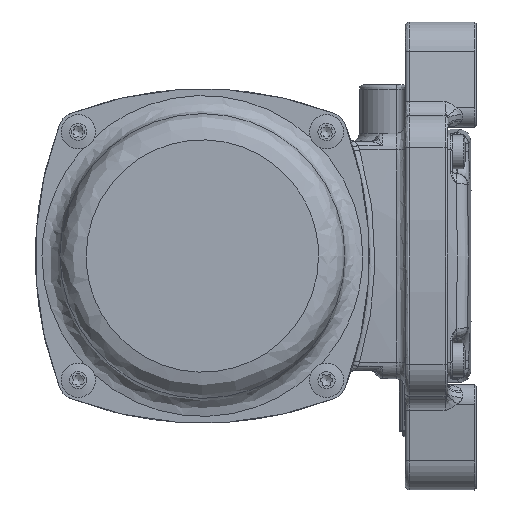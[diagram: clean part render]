
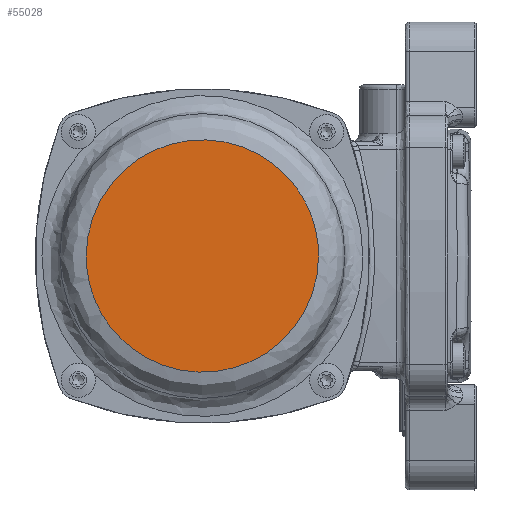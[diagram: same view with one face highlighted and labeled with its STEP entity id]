
A CAD part, left-side view. The second image highlights one B-rep face of the part: STEP entity #55028.
In plain terms, the highlighted planar face has unit normal (-1, 0, 0).
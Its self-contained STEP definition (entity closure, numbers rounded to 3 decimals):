
#4001 = ORIENTED_EDGE ( 'NONE', *, *, #31091, .F. ) ;
#4694 = CARTESIAN_POINT ( 'NONE',  ( -104.5, -40.7, -81.4 ) ) ;
#7056 = CARTESIAN_POINT ( 'NONE',  ( -104.5, 40.7, -81.4 ) ) ;
#15136 = CARTESIAN_POINT ( 'NONE',  ( -104.5, -40.7, 0. ) ) ;
#15209 = AXIS2_PLACEMENT_3D ( 'NONE', #134153, #59511, #78678 ) ;
#20732 = CARTESIAN_POINT ( 'NONE',  ( -104.5, 40.7, 0. ) ) ;
#31091 = EDGE_CURVE ( 'NONE', #83753, #36876, #116421, .T. ) ;
#36812 = CARTESIAN_POINT ( 'NONE',  ( -104.5, 40.7, 81.4 ) ) ;
#36876 = VERTEX_POINT ( 'NONE', #71227 ) ;
#40256 = FACE_OUTER_BOUND ( 'NONE', #56871, .T. ) ;
#52864 = CARTESIAN_POINT ( 'NONE',  ( -104.5, -40.7, 0. ) ) ;
#54677 = PLANE ( 'NONE',  #15209 ) ;
#55028 = ADVANCED_FACE ( 'NONE', ( #40256 ), #54677, .F. ) ;
#56871 = EDGE_LOOP ( 'NONE', ( #87354, #4001 ) ) ;
#59511 = DIRECTION ( 'NONE',  ( 1., 0., 0. ) ) ;
#71227 = CARTESIAN_POINT ( 'NONE',  ( -104.5, -40.7, 0. ) ) ;
#78678 = DIRECTION ( 'NONE',  ( 0., 1., 0. ) ) ;
#83753 = VERTEX_POINT ( 'NONE', #20732 ) ;
#87354 = ORIENTED_EDGE ( 'NONE', *, *, #105808, .F. ) ;
#89617 = CARTESIAN_POINT ( 'NONE',  ( -104.5, -40.7, 81.4 ) ) ;
#105808 = EDGE_CURVE ( 'NONE', #36876, #83753, #142775, .T. ) ;
#116421 =( BOUNDED_CURVE ( )  B_SPLINE_CURVE ( 3, ( #130588, #36812, #89617, #15136 ),
 .UNSPECIFIED., .F., .F. ) 
 B_SPLINE_CURVE_WITH_KNOTS ( ( 4, 4 ),
 ( 0., 1. ),
 .UNSPECIFIED. ) 
 CURVE ( )  GEOMETRIC_REPRESENTATION_ITEM ( )  RATIONAL_B_SPLINE_CURVE ( ( 1., 0.333, 0.333, 1. ) ) 
 REPRESENTATION_ITEM ( '' )  );
#130588 = CARTESIAN_POINT ( 'NONE',  ( -104.5, 40.7, 0. ) ) ;
#134153 = CARTESIAN_POINT ( 'NONE',  ( -104.5, 40.7, 0. ) ) ;
#142775 =( BOUNDED_CURVE ( )  B_SPLINE_CURVE ( 3, ( #52864, #4694, #7056, #149119 ),
 .UNSPECIFIED., .F., .F. ) 
 B_SPLINE_CURVE_WITH_KNOTS ( ( 4, 4 ),
 ( 0., 1. ),
 .UNSPECIFIED. ) 
 CURVE ( )  GEOMETRIC_REPRESENTATION_ITEM ( )  RATIONAL_B_SPLINE_CURVE ( ( 1., 0.333, 0.333, 1. ) ) 
 REPRESENTATION_ITEM ( '' )  );
#149119 = CARTESIAN_POINT ( 'NONE',  ( -104.5, 40.7, 0. ) ) ;
